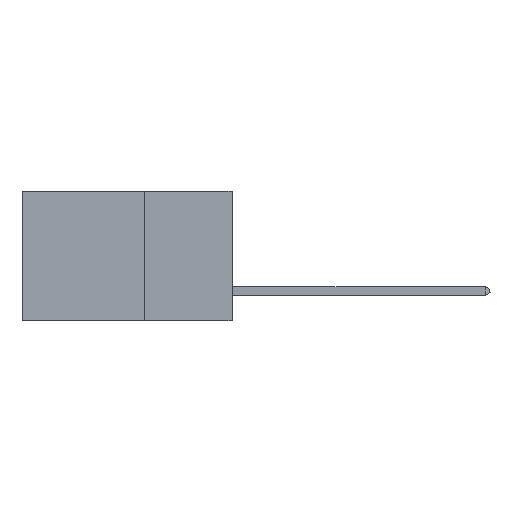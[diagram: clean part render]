
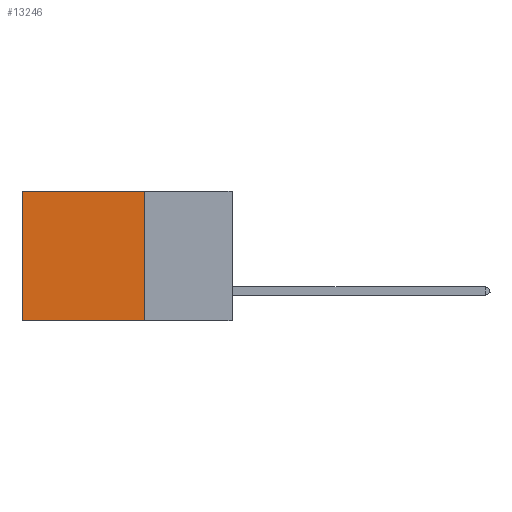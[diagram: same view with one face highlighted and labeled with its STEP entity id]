
A CAD part, left-side view. The second image highlights one B-rep face of the part: STEP entity #13246.
In plain terms, the highlighted planar face has unit normal (-1, 0, 0).
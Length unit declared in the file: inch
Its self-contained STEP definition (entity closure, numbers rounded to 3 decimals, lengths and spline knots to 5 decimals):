
#293 = ORIENTED_EDGE ( 'NONE', *, *, #5158, .F. ) ;
#1763 = EDGE_CURVE ( 'NONE', #7584, #6344, #6762, .T. ) ;
#2007 = CARTESIAN_POINT ( 'NONE',  ( 0.2875, 0.25, 0. ) ) ;
#2257 = DIRECTION ( 'NONE',  ( 0., 0., -1. ) ) ;
#2476 = CARTESIAN_POINT ( 'NONE',  ( 0.2875, 0.6, -0.37 ) ) ;
#2592 = EDGE_LOOP ( 'NONE', ( #8133, #293, #8323, #10524 ) ) ;
#3110 = CARTESIAN_POINT ( 'NONE',  ( 0.2875, 0.25, -0.37 ) ) ;
#3511 = AXIS2_PLACEMENT_3D ( 'NONE', #11792, #12902, #6148 ) ;
#3590 = FACE_OUTER_BOUND ( 'NONE', #2592, .T. ) ;
#4423 = CARTESIAN_POINT ( 'NONE',  ( 0.2875, 0.6, 0. ) ) ;
#4758 = LINE ( 'NONE', #7815, #11126 ) ;
#5158 = EDGE_CURVE ( 'NONE', #7695, #6344, #5647, .T. ) ;
#5313 = DIRECTION ( 'NONE',  ( 0., 1., 0. ) ) ;
#5647 = LINE ( 'NONE', #3110, #7204 ) ;
#6148 = DIRECTION ( 'NONE',  ( 0., 0., -1. ) ) ;
#6344 = VERTEX_POINT ( 'NONE', #2476 ) ;
#6728 = DIRECTION ( 'NONE',  ( 0., 0., -1. ) ) ;
#6762 = LINE ( 'NONE', #4423, #14392 ) ;
#7204 = VECTOR ( 'NONE', #5313, 39.37008 ) ;
#7283 = CARTESIAN_POINT ( 'NONE',  ( 0.2875, 0.6, 0. ) ) ;
#7584 = VERTEX_POINT ( 'NONE', #7283 ) ;
#7593 = CARTESIAN_POINT ( 'NONE',  ( 0.2875, 0.25, -0.37 ) ) ;
#7695 = VERTEX_POINT ( 'NONE', #7593 ) ;
#7815 = CARTESIAN_POINT ( 'NONE',  ( 0.2875, 0.25, 0. ) ) ;
#8133 = ORIENTED_EDGE ( 'NONE', *, *, #1763, .T. ) ;
#8323 = ORIENTED_EDGE ( 'NONE', *, *, #9511, .F. ) ;
#9357 = CARTESIAN_POINT ( 'NONE',  ( 0.2875, 0.25, 0. ) ) ;
#9511 = EDGE_CURVE ( 'NONE', #13011, #7695, #4758, .T. ) ;
#9773 = DIRECTION ( 'NONE',  ( 0., 1., 0. ) ) ;
#10524 = ORIENTED_EDGE ( 'NONE', *, *, #14753, .T. ) ;
#10694 = PLANE ( 'NONE',  #3511 ) ;
#11126 = VECTOR ( 'NONE', #2257, 39.37008 ) ;
#11792 = CARTESIAN_POINT ( 'NONE',  ( 0.2875, 0.25, 0. ) ) ;
#12707 = VECTOR ( 'NONE', #9773, 39.37008 ) ;
#12902 = DIRECTION ( 'NONE',  ( 1., 0., 0. ) ) ;
#13011 = VERTEX_POINT ( 'NONE', #9357 ) ;
#13246 = ADVANCED_FACE ( 'NONE', ( #3590 ), #10694, .F. ) ;
#13425 = LINE ( 'NONE', #2007, #12707 ) ;
#14392 = VECTOR ( 'NONE', #6728, 39.37008 ) ;
#14753 = EDGE_CURVE ( 'NONE', #13011, #7584, #13425, .T. ) ;
